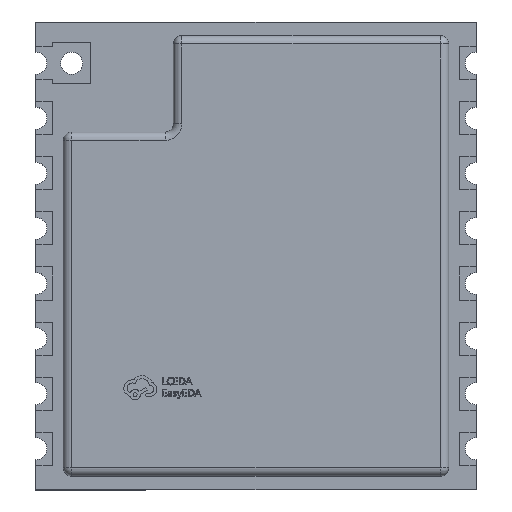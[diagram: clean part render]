
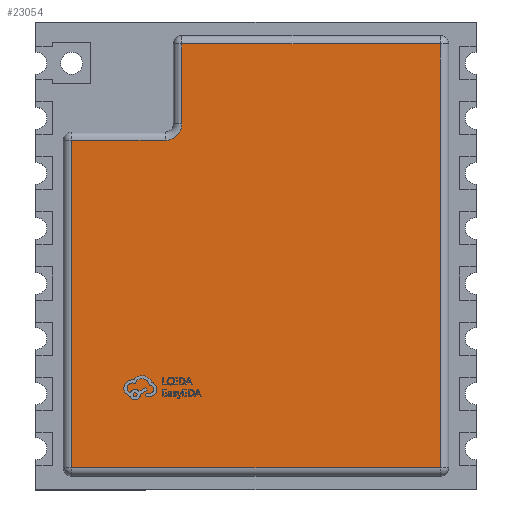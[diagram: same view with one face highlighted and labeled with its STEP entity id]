
A CAD part, top view. The second image highlights one B-rep face of the part: STEP entity #23054.
In plain terms, the highlighted planar face has unit normal (0, 0, 1).
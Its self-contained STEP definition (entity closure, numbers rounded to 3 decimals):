
#261 = EDGE_CURVE ( 'NONE', #10574, #7859, #19435, .T. ) ;
#311 = CIRCLE ( 'NONE', #17117, 0.6 ) ;
#528 = CARTESIAN_POINT ( 'NONE',  ( 7., -7.7, 1.9 ) ) ;
#1056 = LINE ( 'NONE', #10186, #10064 ) ;
#1218 = FACE_OUTER_BOUND ( 'NONE', #13515, .T. ) ;
#1541 = ORIENTED_EDGE ( 'NONE', *, *, #23984, .T. ) ;
#3302 = DIRECTION ( 'NONE',  ( 0., -1., 0. ) ) ;
#3532 = CARTESIAN_POINT ( 'NONE',  ( -6.7, -8., 1.9 ) ) ;
#3878 = VECTOR ( 'NONE', #29310, 1000. ) ;
#5466 = VECTOR ( 'NONE', #15217, 1000. ) ;
#6280 = ORIENTED_EDGE ( 'NONE', *, *, #261, .T. ) ;
#6625 = DIRECTION ( 'NONE',  ( 1., 0., 0. ) ) ;
#7003 = DIRECTION ( 'NONE',  ( 1., 0., 0. ) ) ;
#7859 = VERTEX_POINT ( 'NONE', #13325 ) ;
#8110 = DIRECTION ( 'NONE',  ( 1., 0., 0. ) ) ;
#8909 = ORIENTED_EDGE ( 'NONE', *, *, #12887, .T. ) ;
#8984 = ORIENTED_EDGE ( 'NONE', *, *, #24737, .T. ) ;
#9002 = DIRECTION ( 'NONE',  ( 0., 0., 1. ) ) ;
#9339 = AXIS2_PLACEMENT_3D ( 'NONE', #15878, #29630, #6625 ) ;
#9816 = CARTESIAN_POINT ( 'NONE',  ( -2.7, 7.7, 1.9 ) ) ;
#10064 = VECTOR ( 'NONE', #26522, 1000. ) ;
#10186 = CARTESIAN_POINT ( 'NONE',  ( -3., 7.7, 1.9 ) ) ;
#10574 = VERTEX_POINT ( 'NONE', #16944 ) ;
#10655 = PLANE ( 'NONE',  #9339 ) ;
#11919 = CARTESIAN_POINT ( 'NONE',  ( -3.3, 4.8, 1.9 ) ) ;
#11925 = ORIENTED_EDGE ( 'NONE', *, *, #23547, .T. ) ;
#12887 = EDGE_CURVE ( 'NONE', #15161, #25631, #24131, .T. ) ;
#13325 = CARTESIAN_POINT ( 'NONE',  ( -6.7, -7.7, 1.9 ) ) ;
#13515 = EDGE_LOOP ( 'NONE', ( #11925, #6280, #8984, #1541, #19323, #8909, #17100 ) ) ;
#13760 = DIRECTION ( 'NONE',  ( 0., 1., 0. ) ) ;
#13918 = LINE ( 'NONE', #18104, #28188 ) ;
#15161 = VERTEX_POINT ( 'NONE', #9816 ) ;
#15217 = DIRECTION ( 'NONE',  ( -1., 0., 0. ) ) ;
#15878 = CARTESIAN_POINT ( 'NONE',  ( 0., 0., 1.9 ) ) ;
#16364 = VERTEX_POINT ( 'NONE', #25831 ) ;
#16944 = CARTESIAN_POINT ( 'NONE',  ( -6.7, 4.2, 1.9 ) ) ;
#17100 = ORIENTED_EDGE ( 'NONE', *, *, #29706, .F. ) ;
#17117 = AXIS2_PLACEMENT_3D ( 'NONE', #11919, #9002, #7003 ) ;
#17595 = CARTESIAN_POINT ( 'NONE',  ( 6.7, -7.7, 1.9 ) ) ;
#18104 = CARTESIAN_POINT ( 'NONE',  ( 6.7, 8., 1.9 ) ) ;
#18137 = LINE ( 'NONE', #27086, #5466 ) ;
#19323 = ORIENTED_EDGE ( 'NONE', *, *, #22419, .T. ) ;
#19375 = LINE ( 'NONE', #528, #25778 ) ;
#19435 = LINE ( 'NONE', #3532, #3878 ) ;
#21809 = CARTESIAN_POINT ( 'NONE',  ( -2.7, 4.8, 1.9 ) ) ;
#22419 = EDGE_CURVE ( 'NONE', #16364, #15161, #1056, .T. ) ;
#23054 = ADVANCED_FACE ( 'NONE', ( #1218 ), #10655, .T. ) ;
#23547 = EDGE_CURVE ( 'NONE', #26090, #10574, #18137, .T. ) ;
#23984 = EDGE_CURVE ( 'NONE', #29313, #16364, #13918, .T. ) ;
#24131 = LINE ( 'NONE', #24468, #27610 ) ;
#24468 = CARTESIAN_POINT ( 'NONE',  ( -2.7, 4.5, 1.9 ) ) ;
#24737 = EDGE_CURVE ( 'NONE', #7859, #29313, #19375, .T. ) ;
#25377 = CARTESIAN_POINT ( 'NONE',  ( -3.3, 4.2, 1.9 ) ) ;
#25631 = VERTEX_POINT ( 'NONE', #21809 ) ;
#25778 = VECTOR ( 'NONE', #8110, 1000. ) ;
#25831 = CARTESIAN_POINT ( 'NONE',  ( 6.7, 7.7, 1.9 ) ) ;
#26090 = VERTEX_POINT ( 'NONE', #25377 ) ;
#26522 = DIRECTION ( 'NONE',  ( -1., 0., 0. ) ) ;
#27086 = CARTESIAN_POINT ( 'NONE',  ( -7., 4.2, 1.9 ) ) ;
#27610 = VECTOR ( 'NONE', #3302, 1000. ) ;
#28188 = VECTOR ( 'NONE', #13760, 1000. ) ;
#29310 = DIRECTION ( 'NONE',  ( 0., -1., 0. ) ) ;
#29313 = VERTEX_POINT ( 'NONE', #17595 ) ;
#29630 = DIRECTION ( 'NONE',  ( 0., 0., 1. ) ) ;
#29706 = EDGE_CURVE ( 'NONE', #26090, #25631, #311, .T. ) ;
